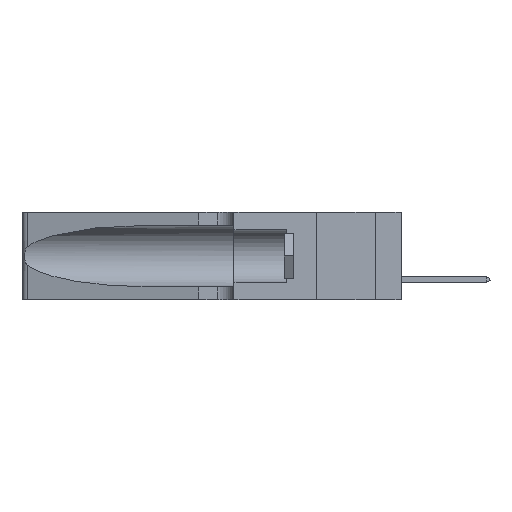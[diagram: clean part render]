
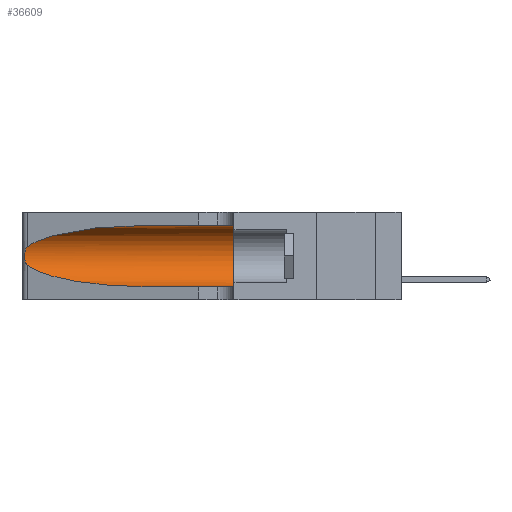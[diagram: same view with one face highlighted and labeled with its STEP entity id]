
A CAD part, left-side view. The second image highlights one B-rep face of the part: STEP entity #36609.
In plain terms, the highlighted cylindrical face has radius 3.308 mm (diameter 6.617 mm), a partial arc.
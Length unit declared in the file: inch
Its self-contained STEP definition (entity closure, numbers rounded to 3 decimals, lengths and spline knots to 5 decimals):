
#935 = VERTEX_POINT ( 'NONE', #997 ) ;
#997 = CARTESIAN_POINT ( 'NONE',  ( 0.25487, 1.22718, 0.14631 ) ) ;
#1305 = CARTESIAN_POINT ( 'NONE',  ( 0.18966, 0.96281, 0.05475 ) ) ;
#1550 = ORIENTED_EDGE ( 'NONE', *, *, #3033, .F. ) ;
#2115 = CARTESIAN_POINT ( 'NONE',  ( 0.25639, 1.23186, 0.15144 ) ) ;
#2148 = CARTESIAN_POINT ( 'NONE',  ( 0.1305, 1.61858, 0.31525 ) ) ;
#2781 = CARTESIAN_POINT ( 'NONE',  ( 0.18966, 0.96281, 0.31525 ) ) ;
#3033 = EDGE_CURVE ( 'NONE', #7455, #48077, #14594, .T. ) ;
#3096 = ORIENTED_EDGE ( 'NONE', *, *, #26992, .T. ) ;
#3113 = AXIS2_PLACEMENT_3D ( 'NONE', #18003, #49330, #25888 ) ;
#5110 = CARTESIAN_POINT ( 'NONE',  ( 0.2373, 1.15595, 0.08982 ) ) ;
#7455 = VERTEX_POINT ( 'NONE', #27465 ) ;
#8054 = ORIENTED_EDGE ( 'NONE', *, *, #8654, .T. ) ;
#8596 = CYLINDRICAL_SURFACE ( 'NONE', #3113, 0.13025 ) ;
#8654 = EDGE_CURVE ( 'NONE', #22976, #10811, #47142, .T. ) ;
#10331 = CARTESIAN_POINT ( 'NONE',  ( 0.25787, 1.23484, 0.2124 ) ) ;
#10811 = VERTEX_POINT ( 'NONE', #41382 ) ;
#10925 = AXIS2_PLACEMENT_3D ( 'NONE', #20538, #22501, #24206 ) ;
#10967 = CARTESIAN_POINT ( 'NONE',  ( 0.1305, 0.72297, 0.31525 ) ) ;
#11156 = LINE ( 'NONE', #2148, #42876 ) ;
#11418 = EDGE_CURVE ( 'NONE', #10811, #935, #28918, .T. ) ;
#13094 = CARTESIAN_POINT ( 'NONE',  ( 0.1305, 0.72297, 0.05475 ) ) ;
#13798 = EDGE_CURVE ( 'NONE', #22976, #7455, #11156, .T. ) ;
#14077 = CARTESIAN_POINT ( 'NONE',  ( 0.25854, 1.2359, 0.20912 ) ) ;
#14557 = CARTESIAN_POINT ( 'NONE',  ( 0.25487, 1.22718, 0.22369 ) ) ;
#14594 = CIRCLE ( 'NONE', #10925, 0.13025 ) ;
#14622 = CARTESIAN_POINT ( 'NONE',  ( 0.26075, 1.23896, 0.178 ) ) ;
#14784 = ORIENTED_EDGE ( 'NONE', *, *, #11418, .T. ) ;
#15016 = DIRECTION ( 'NONE',  ( 0., -1., 0. ) ) ;
#16995 = ORIENTED_EDGE ( 'NONE', *, *, #17614, .T. ) ;
#17614 = EDGE_CURVE ( 'NONE', #935, #21902, #39574, .T. ) ;
#18003 = CARTESIAN_POINT ( 'NONE',  ( 0.1305, 1.61858, 0.185 ) ) ;
#18472 = CARTESIAN_POINT ( 'NONE',  ( 0.26017, 1.23833, 0.17102 ) ) ;
#20538 = CARTESIAN_POINT ( 'NONE',  ( 0.1305, 0.35, 0.185 ) ) ;
#21902 = VERTEX_POINT ( 'NONE', #32171 ) ;
#22501 = DIRECTION ( 'NONE',  ( 0., 1., 0. ) ) ;
#22976 = VERTEX_POINT ( 'NONE', #10967 ) ;
#24206 = DIRECTION ( 'NONE',  ( 0., 0., 1. ) ) ;
#25459 = CARTESIAN_POINT ( 'NONE',  ( 0.25856, 1.23593, 0.16098 ) ) ;
#25650 = CARTESIAN_POINT ( 'NONE',  ( 0.26075, 1.23896, 0.19203 ) ) ;
#25834 = CARTESIAN_POINT ( 'NONE',  ( 0.25789, 1.23486, 0.15765 ) ) ;
#25888 = DIRECTION ( 'NONE',  ( 0., 0., -1. ) ) ;
#25964 = EDGE_LOOP ( 'NONE', ( #8054, #14784, #16995, #3096, #1550, #27685 ) ) ;
#26992 = EDGE_CURVE ( 'NONE', #21902, #48077, #46918, .T. ) ;
#27465 = CARTESIAN_POINT ( 'NONE',  ( 0.1305, 0.35, 0.31525 ) ) ;
#27685 = ORIENTED_EDGE ( 'NONE', *, *, #13798, .F. ) ;
#28729 = DIRECTION ( 'NONE',  ( 0., -1., 0. ) ) ;
#28918 = B_SPLINE_CURVE_WITH_KNOTS ( 'NONE', 3,
 ( #37969, #49270, #41546, #10331, #14077, #49080, #25650, #14622, #18472, #25459, #25834, #2115, #45135, #37266 ),
 .UNSPECIFIED., .F., .F.,
 ( 4, 2, 2, 2, 2, 2, 4 ),
 ( 0., 0.00027, 0.00053, 0.00107, 0.0016, 0.00187, 0.00214 ),
 .UNSPECIFIED. ) ;
#29355 = FACE_OUTER_BOUND ( 'NONE', #25964, .T. ) ;
#32171 = CARTESIAN_POINT ( 'NONE',  ( 0.1305, 0.72297, 0.05475 ) ) ;
#32771 = CARTESIAN_POINT ( 'NONE',  ( 0.25487, 1.22718, 0.14631 ) ) ;
#33366 = CARTESIAN_POINT ( 'NONE',  ( 0.1305, 0.35, 0.05475 ) ) ;
#34716 = VECTOR ( 'NONE', #15016, 39.37008 ) ;
#36609 = ADVANCED_FACE ( 'NONE', ( #29355 ), #8596, .F. ) ;
#37266 = CARTESIAN_POINT ( 'NONE',  ( 0.25487, 1.22718, 0.14631 ) ) ;
#37969 = CARTESIAN_POINT ( 'NONE',  ( 0.25487, 1.22718, 0.22369 ) ) ;
#38069 = CARTESIAN_POINT ( 'NONE',  ( 0.2373, 1.15595, 0.28018 ) ) ;
#38378 = CARTESIAN_POINT ( 'NONE',  ( 0.1305, 1.61858, 0.05475 ) ) ;
#39574 =( BOUNDED_CURVE ( )  B_SPLINE_CURVE ( 3, ( #32771, #5110, #1305, #13094 ),
 .UNSPECIFIED., .F., .T. ) 
 B_SPLINE_CURVE_WITH_KNOTS ( ( 4, 4 ),
 ( 3.44316, 4.71239 ),
 .UNSPECIFIED. ) 
 CURVE ( )  GEOMETRIC_REPRESENTATION_ITEM ( )  RATIONAL_B_SPLINE_CURVE ( ( 1., 0.87, 0.87, 1. ) ) 
 REPRESENTATION_ITEM ( '' )  );
#41382 = CARTESIAN_POINT ( 'NONE',  ( 0.25487, 1.22718, 0.22369 ) ) ;
#41546 = CARTESIAN_POINT ( 'NONE',  ( 0.25639, 1.23184, 0.21858 ) ) ;
#42876 = VECTOR ( 'NONE', #28729, 39.37008 ) ;
#45135 = CARTESIAN_POINT ( 'NONE',  ( 0.25555, 1.22993, 0.14849 ) ) ;
#45599 = CARTESIAN_POINT ( 'NONE',  ( 0.1305, 0.72297, 0.31525 ) ) ;
#46918 = LINE ( 'NONE', #38378, #34716 ) ;
#47142 =( BOUNDED_CURVE ( )  B_SPLINE_CURVE ( 3, ( #45599, #2781, #38069, #14557 ),
 .UNSPECIFIED., .F., .T. ) 
 B_SPLINE_CURVE_WITH_KNOTS ( ( 4, 4 ),
 ( 1.5708, 2.84003 ),
 .UNSPECIFIED. ) 
 CURVE ( )  GEOMETRIC_REPRESENTATION_ITEM ( )  RATIONAL_B_SPLINE_CURVE ( ( 1., 0.87, 0.87, 1. ) ) 
 REPRESENTATION_ITEM ( '' )  );
#48077 = VERTEX_POINT ( 'NONE', #33366 ) ;
#49080 = CARTESIAN_POINT ( 'NONE',  ( 0.26018, 1.23835, 0.19895 ) ) ;
#49270 = CARTESIAN_POINT ( 'NONE',  ( 0.25555, 1.22994, 0.2215 ) ) ;
#49330 = DIRECTION ( 'NONE',  ( 0., -1., 0. ) ) ;
